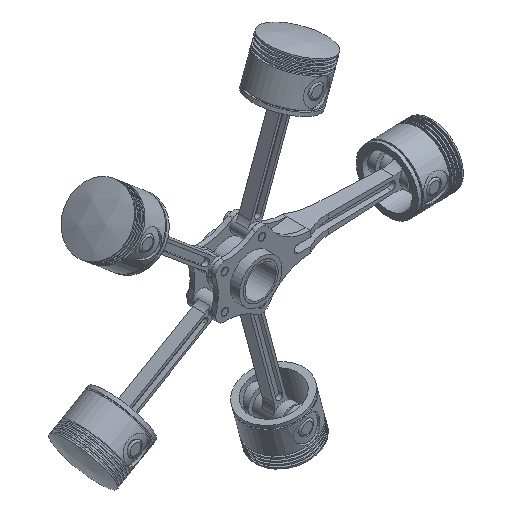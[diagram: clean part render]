
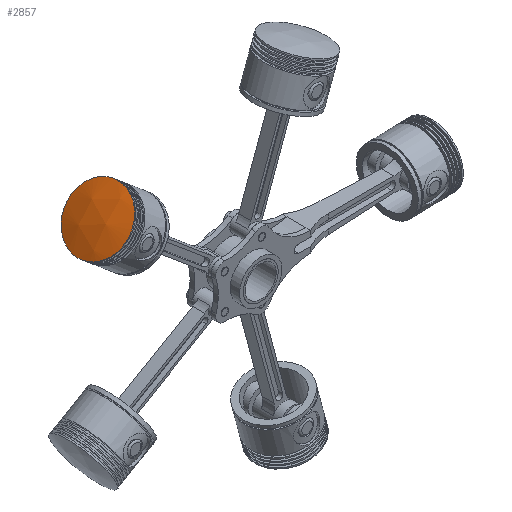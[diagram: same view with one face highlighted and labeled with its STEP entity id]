
A CAD part, isometric view. The second image highlights one B-rep face of the part: STEP entity #2857.
In plain terms, the highlighted spherical face has radius 4800.6 mm.
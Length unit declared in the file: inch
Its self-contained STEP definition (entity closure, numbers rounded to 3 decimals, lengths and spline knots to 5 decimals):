
#168=SPHERICAL_SURFACE('',#3413,189.);
#524=CIRCLE('',#3390,46.);
#525=CIRCLE('',#3391,46.);
#695=FACE_OUTER_BOUND('',#898,.T.);
#898=EDGE_LOOP('',(#2570,#2571));
#1442=VERTEX_POINT('',#6247);
#1443=VERTEX_POINT('',#6249);
#1817=EDGE_CURVE('',#1442,#1443,#524,.T.);
#1818=EDGE_CURVE('',#1443,#1442,#525,.T.);
#2570=ORIENTED_EDGE('',*,*,#1818,.F.);
#2571=ORIENTED_EDGE('',*,*,#1817,.F.);
#2857=ADVANCED_FACE('',(#695),#168,.T.);
#3390=AXIS2_PLACEMENT_3D('',#6250,#4278,#4279);
#3391=AXIS2_PLACEMENT_3D('',#6251,#4280,#4281);
#3413=AXIS2_PLACEMENT_3D('',#6291,#4328,#4329);
#4278=DIRECTION('center_axis',(0.,-1.,0.));
#4279=DIRECTION('ref_axis',(1.,0.,0.));
#4280=DIRECTION('center_axis',(0.,-1.,0.));
#4281=DIRECTION('ref_axis',(1.,0.,0.));
#4328=DIRECTION('center_axis',(0.,0.,1.));
#4329=DIRECTION('ref_axis',(1.,0.,0.));
#6247=CARTESIAN_POINT('',(-46.,67.,0.));
#6249=CARTESIAN_POINT('',(46.,67.,0.));
#6250=CARTESIAN_POINT('Origin',(0.,67.,0.));
#6251=CARTESIAN_POINT('Origin',(0.,67.,0.));
#6291=CARTESIAN_POINT('Origin',(0.,-116.31667,0.));
